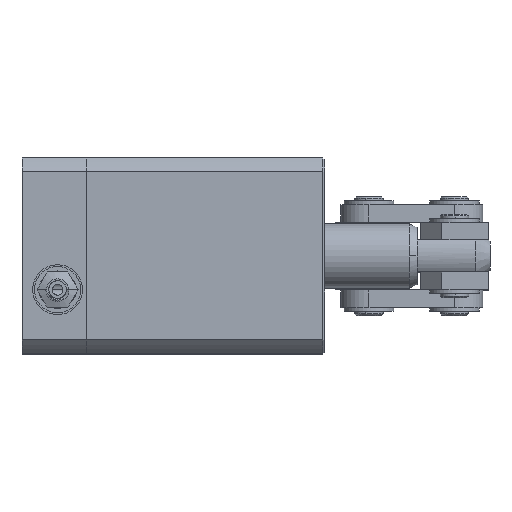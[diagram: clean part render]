
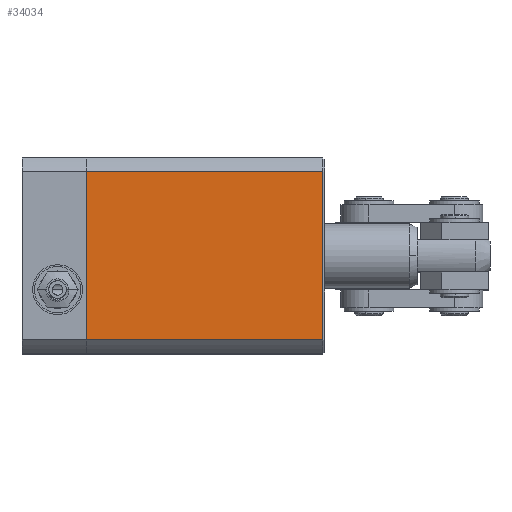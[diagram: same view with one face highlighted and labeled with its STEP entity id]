
A CAD part, top view. The second image highlights one B-rep face of the part: STEP entity #34034.
In plain terms, the highlighted face is planar.
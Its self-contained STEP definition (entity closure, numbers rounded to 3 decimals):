
#355 = EDGE_CURVE ( 'NONE', #30031, #13517, #1882, .T. ) ;
#1882 = LINE ( 'NONE', #19692, #8542 ) ;
#3659 = CARTESIAN_POINT ( 'NONE',  ( 0., -27.5, -23.618 ) ) ;
#4684 = VERTEX_POINT ( 'NONE', #5109 ) ;
#5109 = CARTESIAN_POINT ( 'NONE',  ( 66.5, -27.5, 23.618 ) ) ;
#6281 = CARTESIAN_POINT ( 'NONE',  ( 66.5, -27.5, 23.618 ) ) ;
#6528 = DIRECTION ( 'NONE',  ( 1., 0., 0. ) ) ;
#7035 = EDGE_CURVE ( 'NONE', #30031, #4684, #12787, .T. ) ;
#7338 = EDGE_LOOP ( 'NONE', ( #25809, #21740, #27851, #28662 ) ) ;
#8542 = VECTOR ( 'NONE', #28148, 1000. ) ;
#8718 = VERTEX_POINT ( 'NONE', #11488 ) ;
#10434 = CARTESIAN_POINT ( 'NONE',  ( 0., -27.5, 23.618 ) ) ;
#10587 = LINE ( 'NONE', #6281, #25721 ) ;
#11488 = CARTESIAN_POINT ( 'NONE',  ( 66.5, -27.5, -23.618 ) ) ;
#12787 = LINE ( 'NONE', #28067, #35467 ) ;
#13517 = VERTEX_POINT ( 'NONE', #16620 ) ;
#15056 = DIRECTION ( 'NONE',  ( 0., -1., 0. ) ) ;
#15267 = FACE_OUTER_BOUND ( 'NONE', #7338, .T. ) ;
#16620 = CARTESIAN_POINT ( 'NONE',  ( 0., -27.5, -23.618 ) ) ;
#19692 = CARTESIAN_POINT ( 'NONE',  ( 0., -27.5, 23.618 ) ) ;
#19869 = DIRECTION ( 'NONE',  ( 1., 0., 0. ) ) ;
#21740 = ORIENTED_EDGE ( 'NONE', *, *, #32291, .T. ) ;
#22407 = EDGE_CURVE ( 'NONE', #13517, #8718, #26573, .T. ) ;
#25672 = VECTOR ( 'NONE', #6528, 1000. ) ;
#25721 = VECTOR ( 'NONE', #26091, 1000. ) ;
#25809 = ORIENTED_EDGE ( 'NONE', *, *, #22407, .T. ) ;
#26091 = DIRECTION ( 'NONE',  ( 0., 0., 1. ) ) ;
#26573 = LINE ( 'NONE', #3659, #25672 ) ;
#27851 = ORIENTED_EDGE ( 'NONE', *, *, #7035, .F. ) ;
#28067 = CARTESIAN_POINT ( 'NONE',  ( 0., -27.5, 23.618 ) ) ;
#28148 = DIRECTION ( 'NONE',  ( 0., 0., -1. ) ) ;
#28662 = ORIENTED_EDGE ( 'NONE', *, *, #355, .T. ) ;
#29066 = PLANE ( 'NONE',  #30772 ) ;
#30031 = VERTEX_POINT ( 'NONE', #10434 ) ;
#30772 = AXIS2_PLACEMENT_3D ( 'NONE', #32010, #15056, #34869 ) ;
#32010 = CARTESIAN_POINT ( 'NONE',  ( 0., -27.5, 23.618 ) ) ;
#32291 = EDGE_CURVE ( 'NONE', #8718, #4684, #10587, .T. ) ;
#34034 = ADVANCED_FACE ( 'NONE', ( #15267 ), #29066, .T. ) ;
#34869 = DIRECTION ( 'NONE',  ( 0., 0., -1. ) ) ;
#35467 = VECTOR ( 'NONE', #19869, 1000. ) ;
